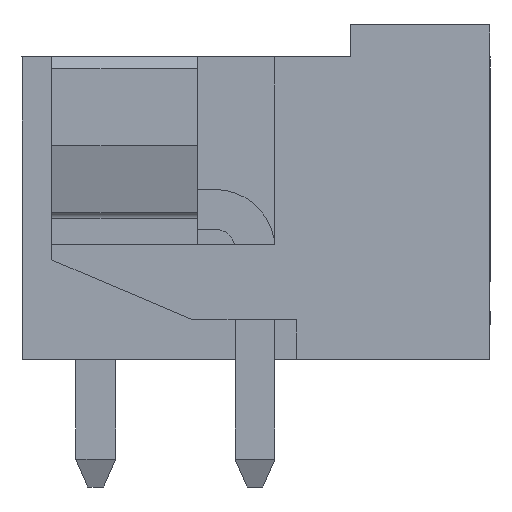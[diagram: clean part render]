
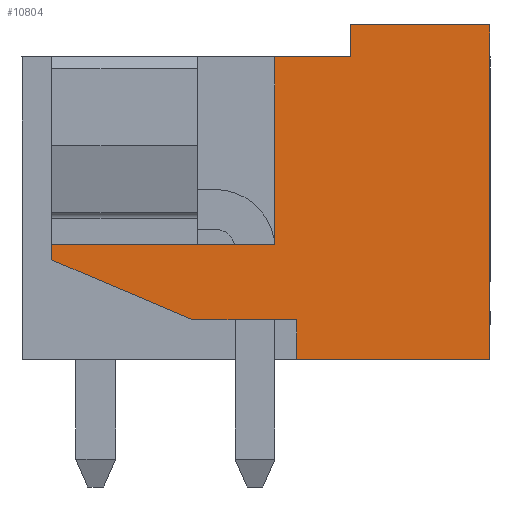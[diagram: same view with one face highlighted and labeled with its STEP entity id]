
A CAD part, left-side view. The second image highlights one B-rep face of the part: STEP entity #10804.
In plain terms, the highlighted planar face has unit normal (-1, 0, 0).
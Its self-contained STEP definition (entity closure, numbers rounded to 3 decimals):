
#10777=AXIS2_PLACEMENT_3D('Plane Axis2P3D',#10774,#10775,#10776) ;
#301=CARTESIAN_POINT('Vertex',(0.,0.,11.6)) ;
#304=CARTESIAN_POINT('Line Origine',(0.,0.,7.4)) ;
#308=CARTESIAN_POINT('Vertex',(0.,0.,3.2)) ;
#1491=CARTESIAN_POINT('Vertex',(0.,3.5,11.6)) ;
#1494=CARTESIAN_POINT('Line Origine',(0.,1.75,11.6)) ;
#1947=CARTESIAN_POINT('Vertex',(0.,5.4,10.8)) ;
#1950=CARTESIAN_POINT('Line Origine',(0.,4.45,10.8)) ;
#1954=CARTESIAN_POINT('Vertex',(0.,3.5,10.8)) ;
#3057=CARTESIAN_POINT('Line Origine',(0.,2.427,3.2)) ;
#3061=CARTESIAN_POINT('Vertex',(0.,4.854,3.2)) ;
#10248=CARTESIAN_POINT('Vertex',(0.,11.,5.7)) ;
#10262=CARTESIAN_POINT('Vertex',(0.,7.465,4.2)) ;
#10265=CARTESIAN_POINT('Line Origine',(0.,9.233,4.95)) ;
#10293=CARTESIAN_POINT('Vertex',(0.,4.854,4.2)) ;
#10296=CARTESIAN_POINT('Line Origine',(0.,6.16,4.2)) ;
#10547=CARTESIAN_POINT('Line Origine',(0.,4.854,3.7)) ;
#10564=CARTESIAN_POINT('Line Origine',(0.,3.5,11.2)) ;
#10626=CARTESIAN_POINT('Line Origine',(0.,11.,5.89)) ;
#10630=CARTESIAN_POINT('Vertex',(0.,11.,6.08)) ;
#10774=CARTESIAN_POINT('Axis2P3D Location',(0.,0.,0.)) ;
#10779=CARTESIAN_POINT('Line Origine',(0.,8.2,6.08)) ;
#10783=CARTESIAN_POINT('Vertex',(0.,5.4,6.08)) ;
#10786=CARTESIAN_POINT('Line Origine',(0.,5.4,8.44)) ;
#305=DIRECTION('Vector Direction',(0.,0.,-1.)) ;
#1495=DIRECTION('Vector Direction',(0.,-1.,0.)) ;
#1951=DIRECTION('Vector Direction',(0.,-1.,0.)) ;
#3058=DIRECTION('Vector Direction',(0.,1.,0.)) ;
#10266=DIRECTION('Vector Direction',(0.,-0.921,-0.391)) ;
#10297=DIRECTION('Vector Direction',(0.,-1.,0.)) ;
#10548=DIRECTION('Vector Direction',(0.,0.,1.)) ;
#10565=DIRECTION('Vector Direction',(0.,0.,1.)) ;
#10627=DIRECTION('Vector Direction',(0.,0.,-1.)) ;
#10775=DIRECTION('Axis2P3D Direction',(-1.,0.,0.)) ;
#10776=DIRECTION('Axis2P3D XDirection',(0.,-1.,0.)) ;
#10780=DIRECTION('Vector Direction',(0.,1.,0.)) ;
#10787=DIRECTION('Vector Direction',(0.,0.,1.)) ;
#306=VECTOR('Line Direction',#305,1.) ;
#1496=VECTOR('Line Direction',#1495,1.) ;
#1952=VECTOR('Line Direction',#1951,1.) ;
#3059=VECTOR('Line Direction',#3058,1.) ;
#10267=VECTOR('Line Direction',#10266,1.) ;
#10298=VECTOR('Line Direction',#10297,1.) ;
#10549=VECTOR('Line Direction',#10548,1.) ;
#10566=VECTOR('Line Direction',#10565,1.) ;
#10628=VECTOR('Line Direction',#10627,1.) ;
#10781=VECTOR('Line Direction',#10780,1.) ;
#10788=VECTOR('Line Direction',#10787,1.) ;
#10792=ORIENTED_EDGE('',*,*,#10785,.T.) ;
#10793=ORIENTED_EDGE('',*,*,#10632,.T.) ;
#10794=ORIENTED_EDGE('',*,*,#10269,.T.) ;
#10795=ORIENTED_EDGE('',*,*,#10300,.T.) ;
#10796=ORIENTED_EDGE('',*,*,#10551,.F.) ;
#10797=ORIENTED_EDGE('',*,*,#3063,.T.) ;
#10798=ORIENTED_EDGE('',*,*,#310,.T.) ;
#10799=ORIENTED_EDGE('',*,*,#1498,.T.) ;
#10800=ORIENTED_EDGE('',*,*,#10568,.T.) ;
#10801=ORIENTED_EDGE('',*,*,#1956,.T.) ;
#10802=ORIENTED_EDGE('',*,*,#10790,.F.) ;
#10804=ADVANCED_FACE('HOUSING',(#10803),#10778,.T.) ;
#310=EDGE_CURVE('',#309,#302,#307,.F.) ;
#1498=EDGE_CURVE('',#302,#1492,#1497,.F.) ;
#1956=EDGE_CURVE('',#1955,#1948,#1953,.F.) ;
#3063=EDGE_CURVE('',#3062,#309,#3060,.F.) ;
#10269=EDGE_CURVE('',#10249,#10263,#10268,.T.) ;
#10300=EDGE_CURVE('',#10263,#10294,#10299,.T.) ;
#10551=EDGE_CURVE('',#3062,#10294,#10550,.T.) ;
#10568=EDGE_CURVE('',#1492,#1955,#10567,.F.) ;
#10632=EDGE_CURVE('',#10631,#10249,#10629,.T.) ;
#10785=EDGE_CURVE('',#10784,#10631,#10782,.T.) ;
#10790=EDGE_CURVE('',#10784,#1948,#10789,.T.) ;
#10791=EDGE_LOOP('',(#10792,#10793,#10794,#10795,#10796,#10797,#10798,#10799,#10800,#10801,#10802)) ;
#10803=FACE_OUTER_BOUND('',#10791,.T.) ;
#307=LINE('Line',#304,#306) ;
#1497=LINE('Line',#1494,#1496) ;
#1953=LINE('Line',#1950,#1952) ;
#3060=LINE('Line',#3057,#3059) ;
#10268=LINE('Line',#10265,#10267) ;
#10299=LINE('Line',#10296,#10298) ;
#10550=LINE('Line',#10547,#10549) ;
#10567=LINE('Line',#10564,#10566) ;
#10629=LINE('Line',#10626,#10628) ;
#10782=LINE('Line',#10779,#10781) ;
#10789=LINE('Line',#10786,#10788) ;
#10778=PLANE('',#10777) ;
#302=VERTEX_POINT('',#301) ;
#309=VERTEX_POINT('',#308) ;
#1492=VERTEX_POINT('',#1491) ;
#1948=VERTEX_POINT('',#1947) ;
#1955=VERTEX_POINT('',#1954) ;
#3062=VERTEX_POINT('',#3061) ;
#10249=VERTEX_POINT('',#10248) ;
#10263=VERTEX_POINT('',#10262) ;
#10294=VERTEX_POINT('',#10293) ;
#10631=VERTEX_POINT('',#10630) ;
#10784=VERTEX_POINT('',#10783) ;
